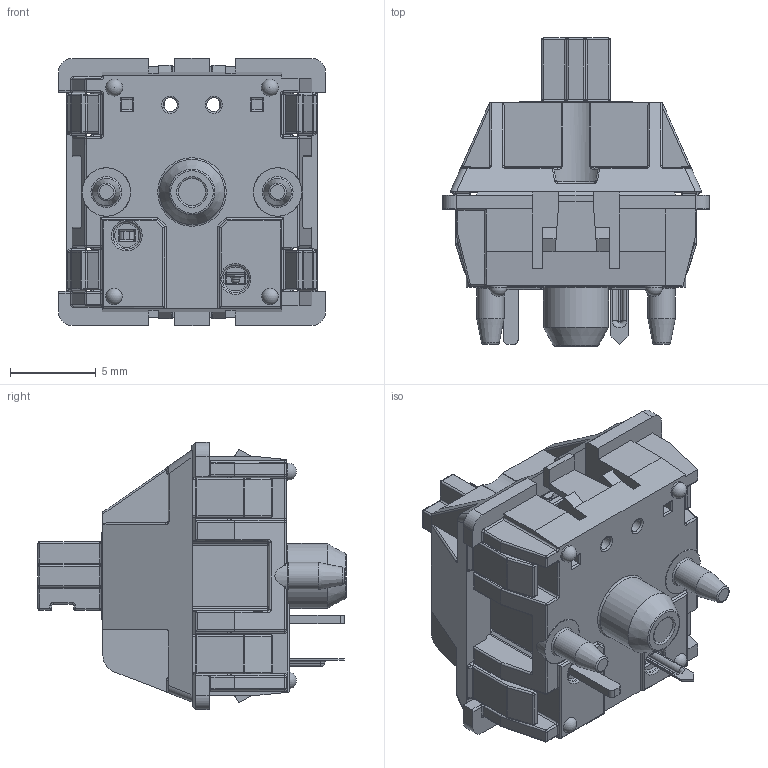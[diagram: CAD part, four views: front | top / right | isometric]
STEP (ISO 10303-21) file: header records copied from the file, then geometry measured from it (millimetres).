
FILE_DESCRIPTION(/* description */ ('','CAx-IF Rec.Pracs.---Representation and Presentation of Product Manufacturing Information (PMI)---4.0---2014-10-13'),/* implementation_level */ '2;1');
FILE_NAME(/* name */ '6fbaacc7-94ba-43d1-a190-f2f4d969456d.step',/* time_stamp */ '2025-02-17T20:04:28Z',/* author */ (''),/* organization */ (''),/* preprocessor_version */ 'ST-DEVELOPER v20',/* originating_system */ 'Autodesk Translation Framework v13.20.0.188',/* authorisation */ '');
FILE_SCHEMA (('AP242_MANAGED_MODEL_BASED_3D_ENGINEERING_MIM_LF { 1 0 10303 442 1 1 4 }'));
Length unit declared in the file: millimetre
Products named in the file (8): (Unsaved); Cherry MX; Bottom; Pulsador; Top; Pieza5^Cherry MX; Pin1; Pin2
Assembly tree (7 placements, depth 3):
  (Unsaved)
    Cherry MX
      Bottom
      Pulsador
      Top
      Pieza5^Cherry MX
      Pin1
      Pin2
Bounding box: 15.6 x 18 x 15.6 mm (x, y, z)
Volume: 1133.4 mm3; surface area: 2792.4 mm2
Topology: 6 solids, 6 shells, 1290 faces, 3152 edges, 1761 vertices
Faces by surface type: cylinder 555, plane 419, torus 130, sphere 129, bspline 54, cone 3
Full cylindrical faces by diameter (mm): 0.8 x2, 1 x2, 1.6 x4, 2 x1, 2.6 x1, 2.83 x2, 3.8 x1, 4.8 x1
Entity records: 40706 total; most frequent: CARTESIAN_POINT 10747, DIRECTION 6557, ORIENTED_EDGE 6058, EDGE_CURVE 3029, AXIS2_PLACEMENT_3D 2430, VERTEX_POINT 1761, LINE 1697, VECTOR 1697
